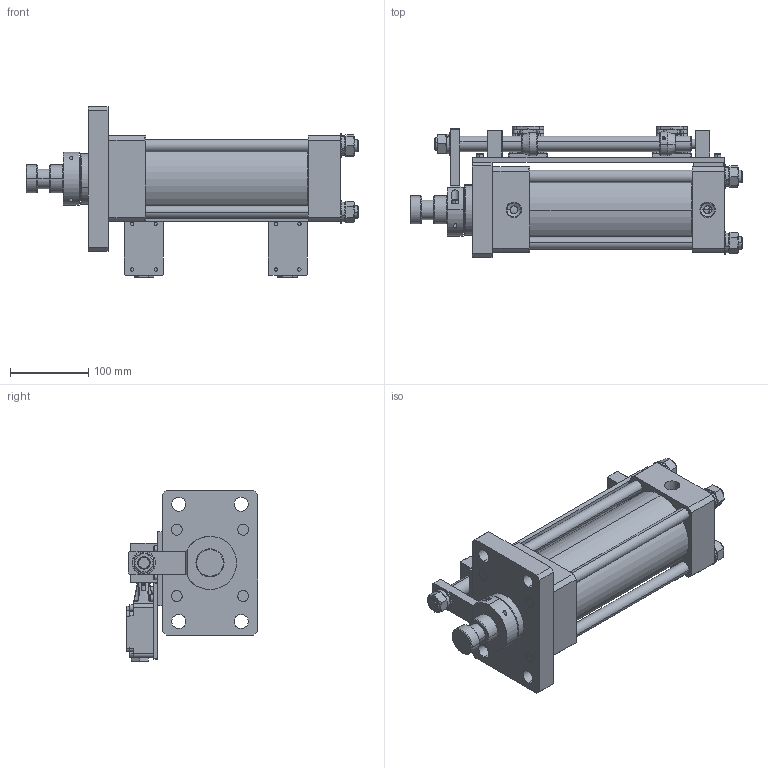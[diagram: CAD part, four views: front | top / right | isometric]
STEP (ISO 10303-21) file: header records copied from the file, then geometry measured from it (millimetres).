
FILE_DESCRIPTION (( 'STEP AP203' ), '1' );
FILE_NAME ('CHK-FA80-150D-S2.STEP', '2013-03-14T09:12:07', ( '微软用户' ), ( '微软中国' ), 'SwSTEP 2.0', 'SolidWorks 2008', '' );
FILE_SCHEMA (( 'CONFIG_CONTROL_DESIGN' ));
Length unit declared in the file: millimetre
Products named in the file (29): CHK-FA80-150D-S2; 后盖_默认; 杆150_默认; 前缓冲套_默认; 活塞_默认; 钢筒150_默认; 前盖_默认; 后缓冲套_默认; 前法兰_默认; 衬套_默认; 导出底板150_默认; 导出连接头_默认<按加工>; 导出链接板_默认<按加工>; 行程杆固定座_默认; 行程管固定座_默认; 行程管150_默认; 行程杆150_默认; 垫块_默认; M5长_默认; M16垫圈_默认; 拉杆150_默认; 撞子_默认; M16螺母_默认; 平垫圈倒角型A级16×3[GB／T 97．2-1985]_默认; 内六角平端紧定螺钉M5×5[GB／T 77-2000]_默认; 行程开关_默认_默认; M5短_默认; 行程开关垫板_默认; 行程开关_默认
Assembly tree (65 placements, depth 2):
  CHK-FA80-150D-S2
    行程开关垫板_默认  x2
    M5短_默认  x18
    M5长_默认  x4
    撞子_默认  x2
    拉杆150_默认  x4
    垫块_默认
    M16螺母_默认  x5
    活塞_默认
    行程开关_默认  x2
    导出链接板_默认<按加工>
    前缓冲套_默认
    后盖_默认
    M16垫圈_默认  x5
    平垫圈倒角型A级16×3[GB／T 97．2-1985]_默认  x5
    后缓冲套_默认
    前法兰_默认
    行程杆固定座_默认
    杆150_默认
    行程管固定座_默认
    内六角平端紧定螺钉M5×5[GB／T 77-2000]_默认
    前盖_默认
    行程杆150_默认
    衬套_默认
    导出连接头_默认<按加工>
    行程管150_默认
    钢筒150_默认
    导出底板150_默认
  行程开关_默认_默认
Bounding box: 425 x 168 x 218.5 mm (x, y, z)
Volume: 3613518.5 mm3; surface area: 742526.4 mm2
Topology: 66 solids, 66 shells, 1875 faces, 4312 edges, 2630 vertices
Faces by surface type: plane 780, cylinder 553, cone 308, bspline 126, torus 100, sphere 8
Entity records: 35425 total; most frequent: CARTESIAN_POINT 8532, DIRECTION 5114, ORIENTED_EDGE 4458, EDGE_CURVE 2229, AXIS2_PLACEMENT_3D 2062, VERTEX_POINT 1362, EDGE_LOOP 1185, CIRCLE 1052
